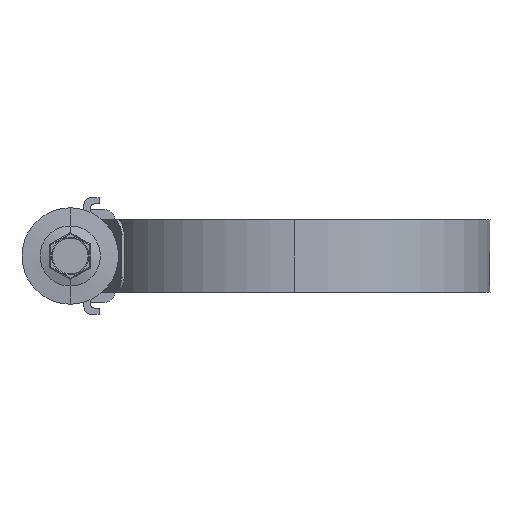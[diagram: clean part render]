
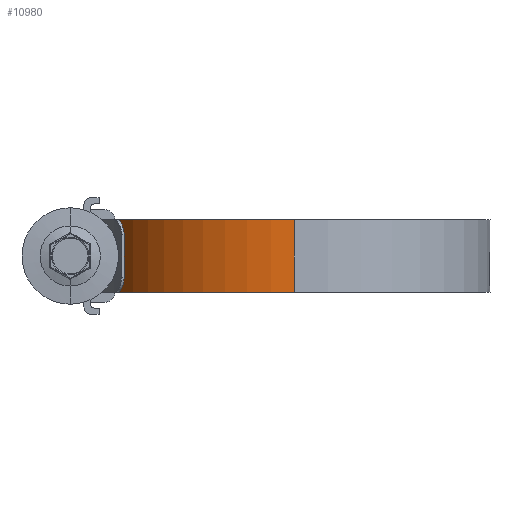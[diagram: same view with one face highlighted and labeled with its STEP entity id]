
A CAD part, left-side view. The second image highlights one B-rep face of the part: STEP entity #10980.
In plain terms, the highlighted cylindrical face has radius 38.58 mm (diameter 77.16 mm), a partial arc.
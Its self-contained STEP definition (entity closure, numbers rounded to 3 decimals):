
#36 = CARTESIAN_POINT ( 'NONE',  ( -38.58, 0., 7.145 ) ) ;
#211 = LINE ( 'NONE', #36, #8737 ) ;
#478 = DIRECTION ( 'NONE',  ( 0., 0., 1. ) ) ;
#1810 = EDGE_CURVE ( 'NONE', #6933, #10965, #6889, .T. ) ;
#2031 = VERTEX_POINT ( 'NONE', #9078 ) ;
#2247 = CARTESIAN_POINT ( 'NONE',  ( 0., 38.58, 7.145 ) ) ;
#2517 = DIRECTION ( 'NONE',  ( 0., 0., -1. ) ) ;
#3080 = CARTESIAN_POINT ( 'NONE',  ( 0., 0., 7.145 ) ) ;
#3095 = EDGE_CURVE ( 'NONE', #4160, #2031, #11309, .T. ) ;
#3828 = FACE_OUTER_BOUND ( 'NONE', #8118, .T. ) ;
#3840 = CARTESIAN_POINT ( 'NONE',  ( 0., 0., -7.145 ) ) ;
#4060 = CARTESIAN_POINT ( 'NONE',  ( -38.58, 0., 7.145 ) ) ;
#4160 = VERTEX_POINT ( 'NONE', #9238 ) ;
#4821 = DIRECTION ( 'NONE',  ( -1., 0., 0. ) ) ;
#5400 = ORIENTED_EDGE ( 'NONE', *, *, #8495, .T. ) ;
#5775 = AXIS2_PLACEMENT_3D ( 'NONE', #10243, #478, #10132 ) ;
#6141 = AXIS2_PLACEMENT_3D ( 'NONE', #3840, #6292, #7270 ) ;
#6176 = ORIENTED_EDGE ( 'NONE', *, *, #3095, .T. ) ;
#6292 = DIRECTION ( 'NONE',  ( 0., 0., 1. ) ) ;
#6889 = CIRCLE ( 'NONE', #5775, 38.58 ) ;
#6933 = VERTEX_POINT ( 'NONE', #2247 ) ;
#7133 = DIRECTION ( 'NONE',  ( 0., 0., -1. ) ) ;
#7158 = CARTESIAN_POINT ( 'NONE',  ( 0., 38.58, 7.145 ) ) ;
#7270 = DIRECTION ( 'NONE',  ( 1., 0., 0. ) ) ;
#8118 = EDGE_LOOP ( 'NONE', ( #11185, #11016, #5400, #6176 ) ) ;
#8375 = AXIS2_PLACEMENT_3D ( 'NONE', #3080, #10041, #4821 ) ;
#8495 = EDGE_CURVE ( 'NONE', #6933, #4160, #9596, .T. ) ;
#8737 = VECTOR ( 'NONE', #7133, 1000. ) ;
#9078 = CARTESIAN_POINT ( 'NONE',  ( -38.58, 0., -7.145 ) ) ;
#9092 = VECTOR ( 'NONE', #2517, 1000. ) ;
#9221 = CYLINDRICAL_SURFACE ( 'NONE', #8375, 38.58 ) ;
#9238 = CARTESIAN_POINT ( 'NONE',  ( 0., 38.58, -7.145 ) ) ;
#9596 = LINE ( 'NONE', #7158, #9092 ) ;
#10041 = DIRECTION ( 'NONE',  ( 0., 0., -1. ) ) ;
#10132 = DIRECTION ( 'NONE',  ( 1., 0., 0. ) ) ;
#10243 = CARTESIAN_POINT ( 'NONE',  ( 0., 0., 7.145 ) ) ;
#10626 = EDGE_CURVE ( 'NONE', #10965, #2031, #211, .T. ) ;
#10965 = VERTEX_POINT ( 'NONE', #4060 ) ;
#10980 = ADVANCED_FACE ( 'NONE', ( #3828 ), #9221, .T. ) ;
#11016 = ORIENTED_EDGE ( 'NONE', *, *, #1810, .F. ) ;
#11185 = ORIENTED_EDGE ( 'NONE', *, *, #10626, .F. ) ;
#11309 = CIRCLE ( 'NONE', #6141, 38.58 ) ;
